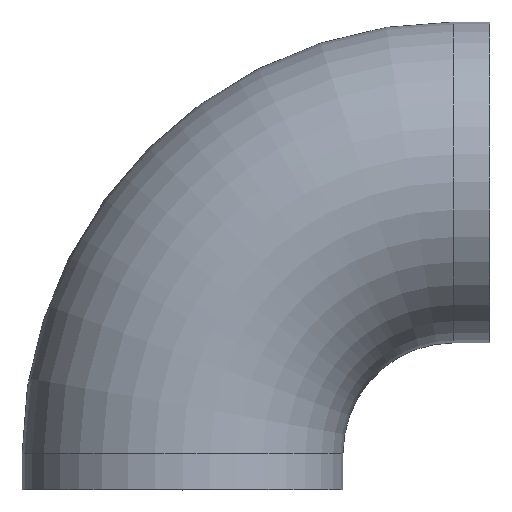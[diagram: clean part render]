
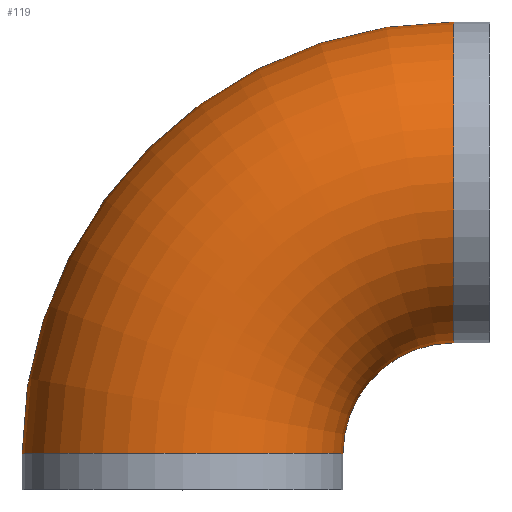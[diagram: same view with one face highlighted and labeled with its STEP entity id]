
A CAD part, top view. The second image highlights one B-rep face of the part: STEP entity #119.
In plain terms, the highlighted toroidal (fillet/blend) face has major radius 300 mm and minor radius 177.5 mm.
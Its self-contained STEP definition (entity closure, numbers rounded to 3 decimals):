
#119 = ADVANCED_FACE( '', ( #261 ), #262, .T. );
#121 = EDGE_CURVE( '', #189, #191, #264, .T. );
#127 = EDGE_CURVE( '', #199, #165, #271, .T. );
#149 = EDGE_CURVE( '', #189, #165, #295, .T. );
#165 = VERTEX_POINT( '', #313 );
#189 = VERTEX_POINT( '', #339 );
#191 = VERTEX_POINT( '', #341 );
#193 = EDGE_CURVE( '', #199, #191, #343, .T. );
#199 = VERTEX_POINT( '', #349 );
#261 = FACE_OUTER_BOUND( '', #410, .T. );
#262 = TOROIDAL_SURFACE( '', #411, 300., 177.5 );
#264 = CIRCLE( '', #414, 477.5 );
#271 = CIRCLE( '', #422, 122.5 );
#295 = CIRCLE( '', #452, 177.5 );
#313 = CARTESIAN_POINT( '', ( 300., 162.5, 0. ) );
#339 = CARTESIAN_POINT( '', ( 300., 517.5, 0. ) );
#341 = CARTESIAN_POINT( '', ( -177.5, 40., 0. ) );
#343 = CIRCLE( '', #515, 177.5 );
#349 = CARTESIAN_POINT( '', ( 177.5, 40., 0. ) );
#410 = EDGE_LOOP( '', ( #591, #592, #593, #594 ) );
#411 = AXIS2_PLACEMENT_3D( '', #595, #596, #597 );
#414 = AXIS2_PLACEMENT_3D( '', #598, #599, #600 );
#422 = AXIS2_PLACEMENT_3D( '', #609, #610, #611 );
#452 = AXIS2_PLACEMENT_3D( '', #643, #644, #645 );
#515 = AXIS2_PLACEMENT_3D( '', #700, #701, #702 );
#591 = ORIENTED_EDGE( '', *, *, #121, .T. );
#592 = ORIENTED_EDGE( '', *, *, #193, .F. );
#593 = ORIENTED_EDGE( '', *, *, #127, .T. );
#594 = ORIENTED_EDGE( '', *, *, #149, .F. );
#595 = CARTESIAN_POINT( '', ( 300., 40., 0. ) );
#596 = DIRECTION( '', ( 0., 0., 1. ) );
#597 = DIRECTION( '', ( 1., 0., 0. ) );
#598 = CARTESIAN_POINT( '', ( 300., 40., 0. ) );
#599 = DIRECTION( '', ( 0., 0., 1. ) );
#600 = DIRECTION( '', ( 1., 0., 0. ) );
#609 = CARTESIAN_POINT( '', ( 300., 40., 0. ) );
#610 = DIRECTION( '', ( 0., 0., -1. ) );
#611 = DIRECTION( '', ( 1., 0., 0. ) );
#643 = CARTESIAN_POINT( '', ( 300., 340., 0. ) );
#644 = DIRECTION( '', ( 1., 0., 0. ) );
#645 = DIRECTION( '', ( 0., -1., 0. ) );
#700 = CARTESIAN_POINT( '', ( 0., 40., 0. ) );
#701 = DIRECTION( '', ( 0., -1., 0. ) );
#702 = DIRECTION( '', ( 1., 0., 0. ) );
